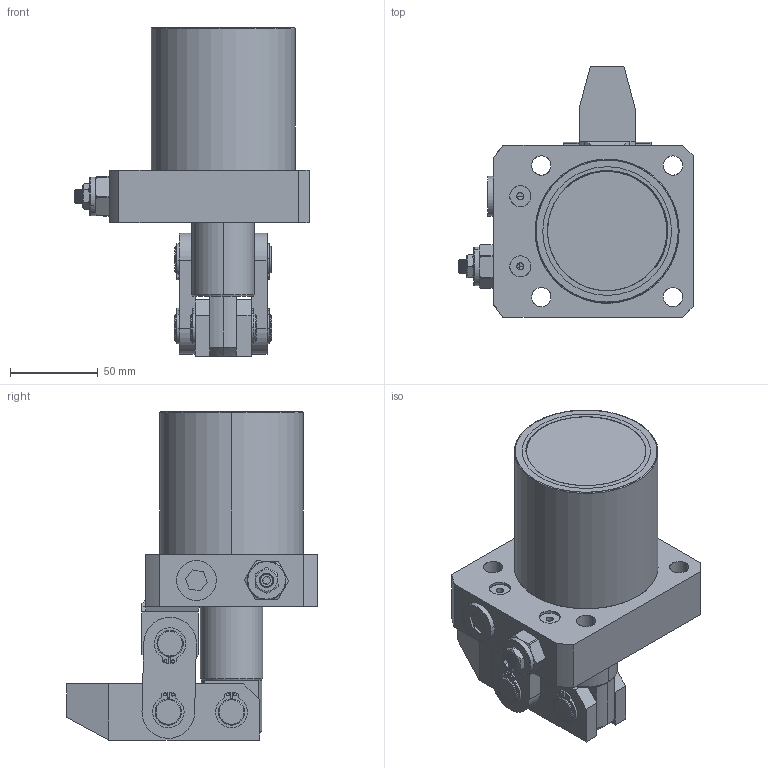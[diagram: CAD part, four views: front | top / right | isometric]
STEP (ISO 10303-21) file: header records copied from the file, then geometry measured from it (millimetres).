
FILE_DESCRIPTION (( 'STEP AP214' ), '1' );
FILE_NAME ('CHLC-FAMT63-R.STEP', '2019-04-20T03:37:38', ( '' ), ( '' ), 'SwSTEP 2.0', 'SolidWorks 2016', '' );
FILE_SCHEMA (( 'AUTOMOTIVE_DESIGN' ));
Length unit declared in the file: millimetre
Products named in the file (12): 掛极; CHLC-FAMT63-R; M5; CZL30覃厒概; 盓傅; 揤旋; 种; 蟀裝; 縐銅; 活塞杆; 傻种; 黑芛
Assembly tree (19 placements, depth 2):
  CHLC-FAMT63-R
    掛极
    黑芛
    傻种
    活塞杆
    縐銅  x6
    蟀裝  x2
    种  x2
    揤旋
    盓傅
    CZL30覃厒概
    M5  x2
Bounding box: 133.5 x 143 x 186.99 mm (x, y, z)
Volume: 307632 mm3; surface area: 180225.5 mm2
Topology: 22 solids, 158 shells, 962 faces, 2738 edges, 1982 vertices
Faces by surface type: cylinder 424, plane 237, cone 171, bspline 130
Entity records: 87237 total; most frequent: CARTESIAN_POINT 68333, ORIENTED_EDGE 3789, DIRECTION 3394, EDGE_CURVE 2205, VERTEX_POINT 1640, AXIS2_PLACEMENT_3D 1269, LINE 856, VECTOR 856
